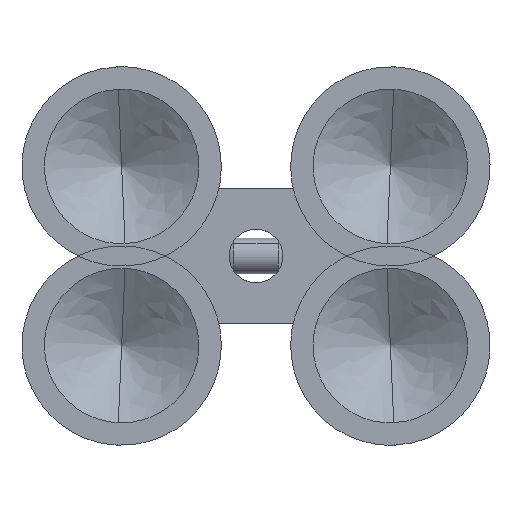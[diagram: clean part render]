
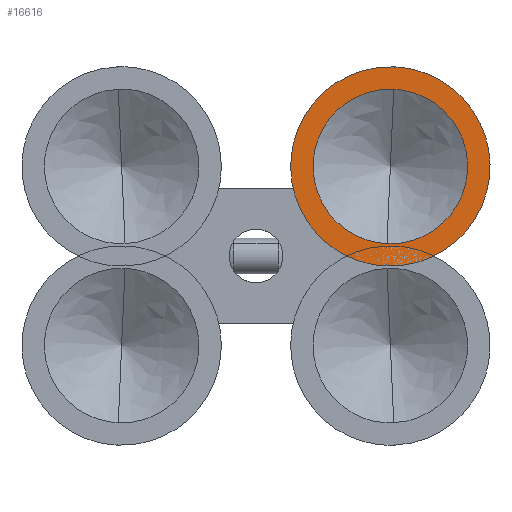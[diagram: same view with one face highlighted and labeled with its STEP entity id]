
A CAD part, front view. The second image highlights one B-rep face of the part: STEP entity #16616.
In plain terms, the highlighted free-form (B-spline) face has degree [1, 1] with [2, 2] control points.
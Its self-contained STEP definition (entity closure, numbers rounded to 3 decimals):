
#16364 = VERTEX_POINT('',#16365);
#16365 = CARTESIAN_POINT('',(56.47,-15.549,
    82.014));
#16370 = EDGE_CURVE('',#16371,#16364,#16373,.T.);
#16371 = VERTEX_POINT('',#16372);
#16372 = CARTESIAN_POINT('',(54.266,-15.549,
    31.778));
#16373 = ( BOUNDED_CURVE() B_SPLINE_CURVE(2,(#16374,#16375,#16376,#16377
,#16378),.UNSPECIFIED.,.F.,.F.) B_SPLINE_CURVE_WITH_KNOTS((3,2,3),(0.,
1.571,3.142),.PIECEWISE_BEZIER_KNOTS.) CURVE() 
GEOMETRIC_REPRESENTATION_ITEM() RATIONAL_B_SPLINE_CURVE((1.,
0.707,1.,0.707,1.)) REPRESENTATION_ITEM('') );
#16374 = CARTESIAN_POINT('',(54.266,-15.549,
    31.778));
#16375 = CARTESIAN_POINT('',(79.384,-15.549,
    30.676));
#16376 = CARTESIAN_POINT('',(80.486,-15.549,
    55.794));
#16377 = CARTESIAN_POINT('',(81.588,-15.549,
    80.912));
#16378 = CARTESIAN_POINT('',(56.47,-15.549,
    82.014));
#16399 = EDGE_CURVE('',#16400,#16402,#16404,.T.);
#16400 = VERTEX_POINT('',#16401);
#16401 = CARTESIAN_POINT('',(56.222,-15.549,
    76.371));
#16402 = VERTEX_POINT('',#16403);
#16403 = CARTESIAN_POINT('',(54.513,-15.549,
    37.422));
#16404 = ( BOUNDED_CURVE() B_SPLINE_CURVE(2,(#16405,#16406,#16407,#16408
,#16409),.UNSPECIFIED.,.F.,.F.) B_SPLINE_CURVE_WITH_KNOTS((3,2,3),(
    3.142,4.712,6.283),
.PIECEWISE_BEZIER_KNOTS.) CURVE() GEOMETRIC_REPRESENTATION_ITEM() 
RATIONAL_B_SPLINE_CURVE((1.,0.707,1.,0.707,1.)) 
REPRESENTATION_ITEM('') );
#16405 = CARTESIAN_POINT('',(56.222,-15.549,
    76.371));
#16406 = CARTESIAN_POINT('',(36.748,-15.549,
    77.225));
#16407 = CARTESIAN_POINT('',(35.893,-15.549,
    57.751));
#16408 = CARTESIAN_POINT('',(35.039,-15.549,
    38.276));
#16409 = CARTESIAN_POINT('',(54.513,-15.549,
    37.422));
#16596 = EDGE_CURVE('',#16402,#16400,#16597,.T.);
#16597 = ( BOUNDED_CURVE() B_SPLINE_CURVE(2,(#16598,#16599,#16600,#16601
,#16602),.UNSPECIFIED.,.F.,.F.) B_SPLINE_CURVE_WITH_KNOTS((3,2,3),(0.,
1.571,3.142),.PIECEWISE_BEZIER_KNOTS.) CURVE() 
GEOMETRIC_REPRESENTATION_ITEM() RATIONAL_B_SPLINE_CURVE((1.,
0.707,1.,0.707,1.)) REPRESENTATION_ITEM('') );
#16598 = CARTESIAN_POINT('',(54.513,-15.549,
    37.422));
#16599 = CARTESIAN_POINT('',(73.988,-15.549,
    36.567));
#16600 = CARTESIAN_POINT('',(74.842,-15.549,
    56.042));
#16601 = CARTESIAN_POINT('',(75.697,-15.549,
    75.516));
#16602 = CARTESIAN_POINT('',(56.222,-15.549,
    76.371));
#16616 = ADVANCED_FACE('',(#16617,#16621),#16632,.F.);
#16617 = FACE_BOUND('',#16618,.T.);
#16618 = EDGE_LOOP('',(#16619,#16620));
#16619 = ORIENTED_EDGE('',*,*,#16596,.F.);
#16620 = ORIENTED_EDGE('',*,*,#16399,.F.);
#16621 = FACE_BOUND('',#16622,.T.);
#16622 = EDGE_LOOP('',(#16623,#16624));
#16623 = ORIENTED_EDGE('',*,*,#16370,.T.);
#16624 = ORIENTED_EDGE('',*,*,#16625,.T.);
#16625 = EDGE_CURVE('',#16364,#16371,#16626,.T.);
#16626 = ( BOUNDED_CURVE() B_SPLINE_CURVE(2,(#16627,#16628,#16629,#16630
,#16631),.UNSPECIFIED.,.F.,.F.) B_SPLINE_CURVE_WITH_KNOTS((3,2,3),(
    3.142,4.712,6.283),
.PIECEWISE_BEZIER_KNOTS.) CURVE() GEOMETRIC_REPRESENTATION_ITEM() 
RATIONAL_B_SPLINE_CURVE((1.,0.707,1.,0.707,1.)) 
REPRESENTATION_ITEM('') );
#16627 = CARTESIAN_POINT('',(56.47,-15.549,
    82.014));
#16628 = CARTESIAN_POINT('',(31.352,-15.549,
    83.117));
#16629 = CARTESIAN_POINT('',(30.25,-15.549,
    57.998));
#16630 = CARTESIAN_POINT('',(29.148,-15.549,
    32.88));
#16631 = CARTESIAN_POINT('',(54.266,-15.549,
    31.778));
#16632 = B_SPLINE_SURFACE_WITH_KNOTS('',1,1,(
    (#16633,#16634)
    ,(#16635,#16636
    )),.UNSPECIFIED.,.F.,.F.,.F.,(2,2),(2,2),(-39.507,5.),(
    -22.254,22.254),.PIECEWISE_BEZIER_KNOTS.);
#16633 = CARTESIAN_POINT('',(29.148,-15.549,
    32.88));
#16634 = CARTESIAN_POINT('',(79.384,-15.549,
    30.676));
#16635 = CARTESIAN_POINT('',(31.352,-15.549,
    83.117));
#16636 = CARTESIAN_POINT('',(81.588,-15.549,
    80.912));
